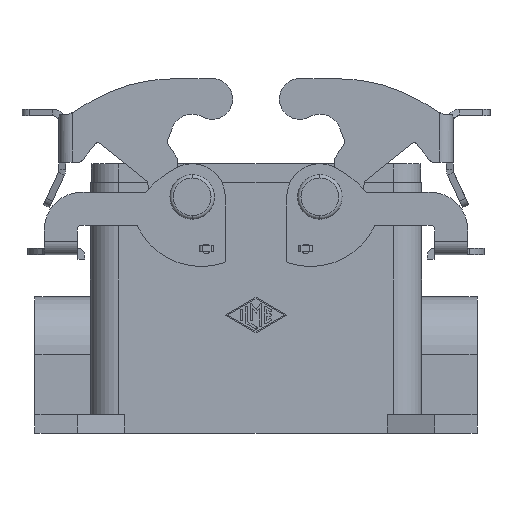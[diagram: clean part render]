
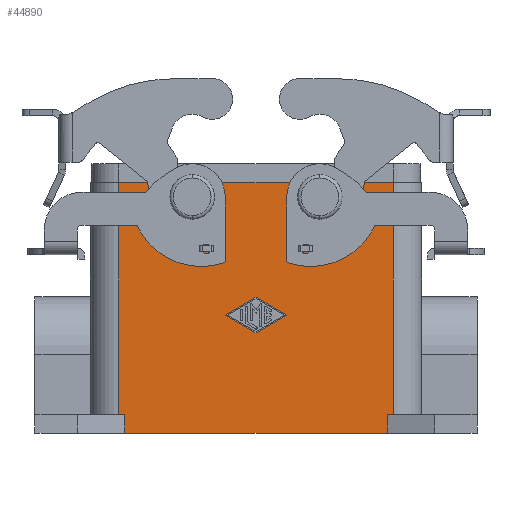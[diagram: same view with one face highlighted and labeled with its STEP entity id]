
A CAD part, front view. The second image highlights one B-rep face of the part: STEP entity #44890.
In plain terms, the highlighted planar face has unit normal (0, -1, 0).
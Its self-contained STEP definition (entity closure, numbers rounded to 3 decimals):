
#13100=CARTESIAN_POINT('',(0.,-22.25,
-1.5));
#13110=VERTEX_POINT('',#13100);
#13160=CARTESIAN_POINT('',(0.,-22.25,0.));
#13170=DIRECTION('',(0.,1.,0.));
#13180=DIRECTION('',(0.,0.,1.));
#13190=AXIS2_PLACEMENT_3D('',#13160,#13170,#13180);
#13200=CIRCLE('',#13190,1.5);
#13210=CARTESIAN_POINT('',(0.,-22.25,1.5)
);
#13220=VERTEX_POINT('',#13210);
#13230=EDGE_CURVE('',#13110,#13220,#13200,.T.);
#19140=CARTESIAN_POINT('',(-27.,-22.25,-1.5));
#19150=VERTEX_POINT('',#19140);
#19200=CARTESIAN_POINT('',(-27.,-22.25,0.));
#19210=DIRECTION('',(0.,1.,0.));
#19220=DIRECTION('',(0.,0.,1.));
#19230=AXIS2_PLACEMENT_3D('',#19200,#19210,#19220);
#19240=CIRCLE('',#19230,1.5);
#19250=CARTESIAN_POINT('',(-27.,-22.25,1.5));
#19260=VERTEX_POINT('',#19250);
#19270=EDGE_CURVE('',#19150,#19260,#19240,.T.);
#34490=CARTESIAN_POINT('',(-13.5,-22.25,-28.749));
#34500=VERTEX_POINT('',#34490);
#34550=CARTESIAN_POINT('',(-13.5,-22.25,-28.749));
#34560=DIRECTION('',(-0.866,0.,0.5));
#34570=VECTOR('',#34560,7.504);
#34580=LINE('',#34550,#34570);
#34590=CARTESIAN_POINT('',(-20.,-22.25,-25.));
#34600=VERTEX_POINT('',#34590);
#34610=EDGE_CURVE('',#34500,#34600,#34580,.T.);
#34960=CARTESIAN_POINT('',(-7.,-22.25,-25.));
#34970=VERTEX_POINT('',#34960);
#35020=CARTESIAN_POINT('',(-7.,-22.25,-25.));
#35030=DIRECTION('',(-0.866,0.,-0.5));
#35040=VECTOR('',#35030,7.504);
#35050=LINE('',#35020,#35040);
#35060=EDGE_CURVE('',#34970,#34500,#35050,.T.);
#35340=CARTESIAN_POINT('',(-13.5,-22.25,-21.251));
#35350=VERTEX_POINT('',#35340);
#35400=CARTESIAN_POINT('',(-13.5,-22.25,-21.251));
#35410=DIRECTION('',(0.866,0.,-0.5));
#35420=VECTOR('',#35410,7.504);
#35430=LINE('',#35400,#35420);
#35440=EDGE_CURVE('',#35350,#34970,#35430,.T.);
#35690=CARTESIAN_POINT('',(-20.,-22.25,-25.));
#35700=DIRECTION('',(0.866,0.,0.5));
#35710=VECTOR('',#35700,7.504);
#35720=LINE('',#35690,#35710);
#35730=EDGE_CURVE('',#34600,#35350,#35720,.T.);
#44020=CARTESIAN_POINT('',(14.25,-22.25,-50.));
#44030=DIRECTION('',(0.,-1.,0.));
#44040=DIRECTION('',(0.,0.,-1.));
#44050=AXIS2_PLACEMENT_3D('',#44020,#44030,#44040);
#44060=PLANE('',#44050);
#44070=CARTESIAN_POINT('',(-41.25,-22.25,-46.));
#44080=DIRECTION('',(-1.,0.,0.));
#44090=VECTOR('',#44080,1.25);
#44100=LINE('',#44070,#44090);
#44110=CARTESIAN_POINT('',(-41.25,-22.25,-46.));
#44120=VERTEX_POINT('',#44110);
#44130=CARTESIAN_POINT('',(-42.5,-22.25,-46.));
#44140=VERTEX_POINT('',#44130);
#44150=EDGE_CURVE('',#44120,#44140,#44100,.T.);
#44160=ORIENTED_EDGE('',*,*,#44150,.F.);
#44170=CARTESIAN_POINT('',(-42.5,-22.25,-46.));
#44180=DIRECTION('',(0.,0.,1.));
#44190=VECTOR('',#44180,49.);
#44200=LINE('',#44170,#44190);
#44210=CARTESIAN_POINT('',(-42.5,-22.25,3.));
#44220=VERTEX_POINT('',#44210);
#44230=EDGE_CURVE('',#44140,#44220,#44200,.T.);
#44240=ORIENTED_EDGE('',*,*,#44230,.F.);
#44250=CARTESIAN_POINT('',(15.5,-22.25,3.));
#44260=DIRECTION('',(-1.,0.,0.));
#44270=VECTOR('',#44260,58.);
#44280=LINE('',#44250,#44270);
#44290=CARTESIAN_POINT('',(15.5,-22.25,3.));
#44300=VERTEX_POINT('',#44290);
#44310=EDGE_CURVE('',#44300,#44220,#44280,.T.);
#44320=ORIENTED_EDGE('',*,*,#44310,.T.);
#44330=CARTESIAN_POINT('',(15.5,-22.25,-46.));
#44340=DIRECTION('',(0.,0.,1.));
#44350=VECTOR('',#44340,49.);
#44360=LINE('',#44330,#44350);
#44370=CARTESIAN_POINT('',(15.5,-22.25,-46.));
#44380=VERTEX_POINT('',#44370);
#44390=EDGE_CURVE('',#44380,#44300,#44360,.T.);
#44400=ORIENTED_EDGE('',*,*,#44390,.T.);
#44410=CARTESIAN_POINT('',(15.5,-22.25,-46.));
#44420=DIRECTION('',(-1.,0.,0.));
#44430=VECTOR('',#44420,1.25);
#44440=LINE('',#44410,#44430);
#44450=CARTESIAN_POINT('',(14.25,-22.25,-46.));
#44460=VERTEX_POINT('',#44450);
#44470=EDGE_CURVE('',#44380,#44460,#44440,.T.);
#44480=ORIENTED_EDGE('',*,*,#44470,.F.);
#44490=CARTESIAN_POINT('',(14.25,-22.25,-50.));
#44500=DIRECTION('',(0.,0.,1.));
#44510=VECTOR('',#44500,4.);
#44520=LINE('',#44490,#44510);
#44530=CARTESIAN_POINT('',(14.25,-22.25,-50.));
#44540=VERTEX_POINT('',#44530);
#44550=EDGE_CURVE('',#44540,#44460,#44520,.T.);
#44560=ORIENTED_EDGE('',*,*,#44550,.T.);
#44570=CARTESIAN_POINT('',(14.25,-22.25,-50.));
#44580=DIRECTION('',(-1.,0.,0.));
#44590=VECTOR('',#44580,55.5);
#44600=LINE('',#44570,#44590);
#44610=CARTESIAN_POINT('',(-41.25,-22.25,-50.));
#44620=VERTEX_POINT('',#44610);
#44630=EDGE_CURVE('',#44540,#44620,#44600,.T.);
#44640=ORIENTED_EDGE('',*,*,#44630,.F.);
#44650=CARTESIAN_POINT('',(-41.25,-22.25,-50.));
#44660=DIRECTION('',(0.,0.,1.));
#44670=VECTOR('',#44660,4.);
#44680=LINE('',#44650,#44670);
#44690=EDGE_CURVE('',#44620,#44120,#44680,.T.);
#44700=ORIENTED_EDGE('',*,*,#44690,.F.);
#44710=EDGE_LOOP('',(#44700,#44640,#44560,#44480,#44400,#44320,#44240,
#44160));
#44720=FACE_OUTER_BOUND('',#44710,.T.);
#44730=EDGE_CURVE('',#13220,#13110,#13200,.T.);
#44740=ORIENTED_EDGE('',*,*,#44730,.T.);
#44750=ORIENTED_EDGE('',*,*,#13230,.T.);
#44760=EDGE_LOOP('',(#44750,#44740));
#44770=FACE_BOUND('',#44760,.T.);
#44780=ORIENTED_EDGE('',*,*,#19270,.T.);
#44790=EDGE_CURVE('',#19260,#19150,#19240,.T.);
#44800=ORIENTED_EDGE('',*,*,#44790,.T.);
#44810=EDGE_LOOP('',(#44800,#44780));
#44820=FACE_BOUND('',#44810,.T.);
#44830=ORIENTED_EDGE('',*,*,#35060,.T.);
#44840=ORIENTED_EDGE('',*,*,#35440,.T.);
#44850=ORIENTED_EDGE('',*,*,#35730,.T.);
#44860=ORIENTED_EDGE('',*,*,#34610,.T.);
#44870=EDGE_LOOP('',(#44860,#44850,#44840,#44830));
#44880=FACE_BOUND('',#44870,.T.);
#44890=ADVANCED_FACE('',(#44720,#44770,#44820,#44880),#44060,.T.);
